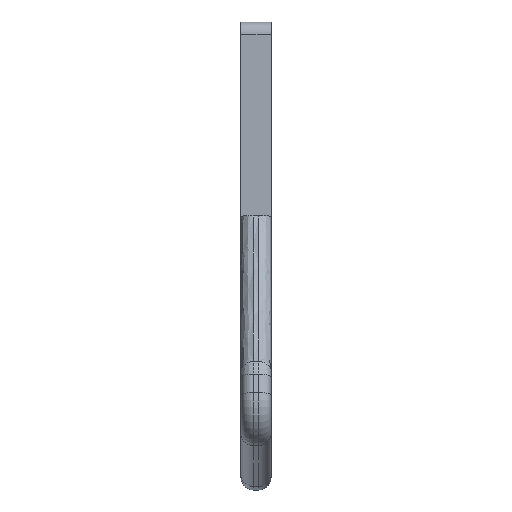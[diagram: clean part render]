
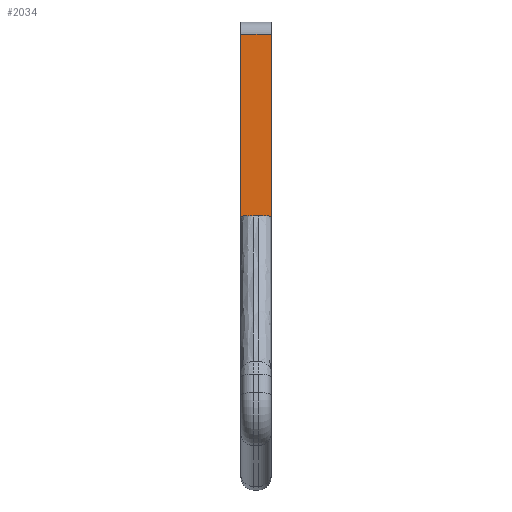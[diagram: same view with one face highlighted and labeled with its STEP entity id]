
A CAD part, top view. The second image highlights one B-rep face of the part: STEP entity #2034.
In plain terms, the highlighted planar face has unit normal (0, 0, 1).
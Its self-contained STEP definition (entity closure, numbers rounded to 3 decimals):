
#83=PLANE('',#2266);
#202=FACE_OUTER_BOUND('',#337,.T.);
#337=EDGE_LOOP('',(#1663,#1664,#1665,#1666));
#411=LINE('',#3172,#538);
#490=LINE('',#3865,#617);
#492=LINE('',#3869,#619);
#493=LINE('',#3870,#620);
#538=VECTOR('',#2465,10.);
#617=VECTOR('',#2812,10.);
#619=VECTOR('',#2816,10.);
#620=VECTOR('',#2817,10.);
#840=VERTEX_POINT('',#3169);
#841=VERTEX_POINT('',#3171);
#935=VERTEX_POINT('',#3863);
#936=VERTEX_POINT('',#3868);
#1030=EDGE_CURVE('',#841,#840,#411,.T.);
#1194=EDGE_CURVE('',#935,#840,#490,.T.);
#1196=EDGE_CURVE('',#935,#936,#492,.T.);
#1197=EDGE_CURVE('',#936,#841,#493,.F.);
#1663=ORIENTED_EDGE('',*,*,#1194,.F.);
#1664=ORIENTED_EDGE('',*,*,#1196,.T.);
#1665=ORIENTED_EDGE('',*,*,#1197,.T.);
#1666=ORIENTED_EDGE('',*,*,#1030,.T.);
#2034=ADVANCED_FACE('',(#202),#83,.F.);
#2266=AXIS2_PLACEMENT_3D('',#3867,#2814,#2815);
#2465=DIRECTION('',(0.,1.,0.));
#2812=DIRECTION('',(1.,0.,0.));
#2814=DIRECTION('center_axis',(0.,0.,
-1.));
#2815=DIRECTION('ref_axis',(0.,-1.,0.));
#2816=DIRECTION('',(0.,-1.,0.));
#2817=DIRECTION('',(-1.,0.,0.));
#3169=CARTESIAN_POINT('',(4.8,-71.534,7.4));
#3171=CARTESIAN_POINT('',(4.8,-100.534,7.4));
#3172=CARTESIAN_POINT('',(4.8,-85.534,7.4));
#3863=CARTESIAN_POINT('',(0.,-71.534,7.4));
#3865=CARTESIAN_POINT('',(2.5,-71.534,7.4));
#3867=CARTESIAN_POINT('Origin',(2.5,-70.534,7.4));
#3868=CARTESIAN_POINT('',(0.,-100.534,7.4));
#3869=CARTESIAN_POINT('',(0.,-85.534,7.4));
#3870=CARTESIAN_POINT('',(2.5,-100.534,7.4));
